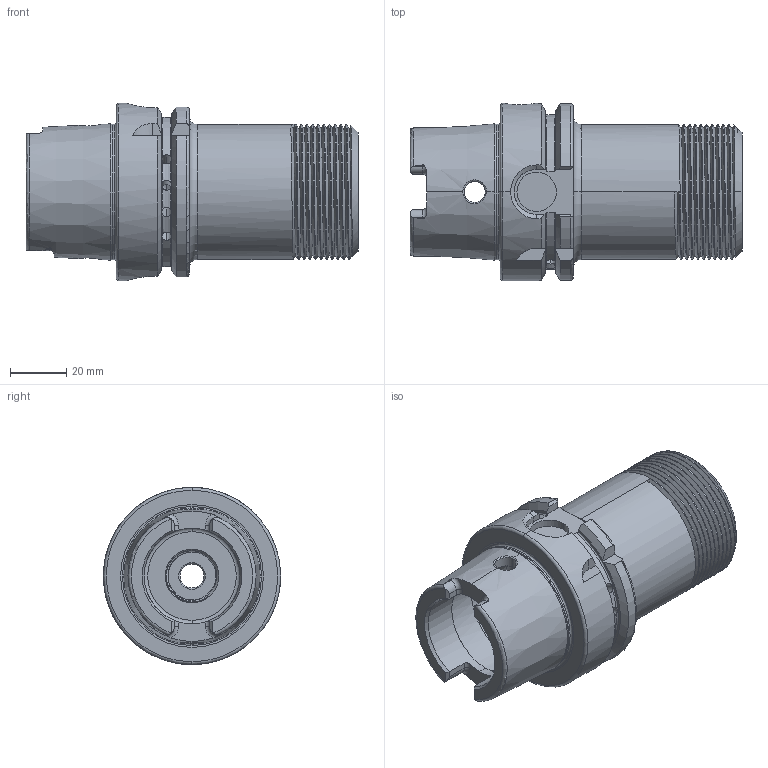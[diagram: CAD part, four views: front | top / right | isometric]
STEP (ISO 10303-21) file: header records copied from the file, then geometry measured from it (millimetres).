
FILE_DESCRIPTION (( 'STEP AP203' ), '1' );
FILE_NAME ('A63.01.25.STEP', '2016-08-31T05:40:18', ( '' ), ( '' ), 'SwSTEP 2.0', 'SolidWorks 2012', '' );
FILE_SCHEMA (( 'CONFIG_CONTROL_DESIGN' ));
Length unit declared in the file: millimetre
Products named in the file (1): A63.01.25
Bounding box: 118 x 63 x 63 mm (x, y, z)
Volume: 150409.6 mm3; surface area: 39699.5 mm2
Topology: 1 solids, 1 shells, 255 faces, 689 edges, 433 vertices
Faces by surface type: cylinder 110, plane 61, cone 35, torus 31, bspline 18
Entity records: 22091 total; most frequent: CARTESIAN_POINT 16248, ORIENTED_EDGE 1358, DIRECTION 1049, EDGE_CURVE 679, VERTEX_POINT 433, AXIS2_PLACEMENT_3D 415, EDGE_LOOP 268, FACE_OUTER_BOUND 255
